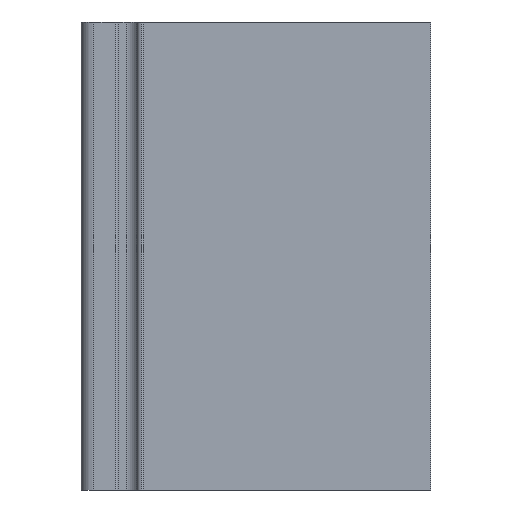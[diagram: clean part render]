
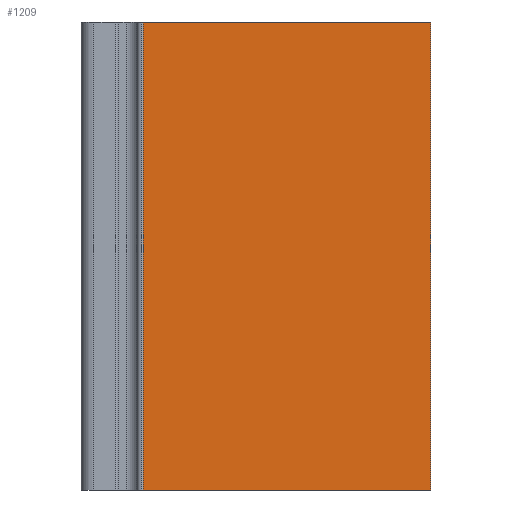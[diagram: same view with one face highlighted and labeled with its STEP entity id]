
A CAD part, left-side view. The second image highlights one B-rep face of the part: STEP entity #1209.
In plain terms, the highlighted planar face has unit normal (-1, 0, 0).
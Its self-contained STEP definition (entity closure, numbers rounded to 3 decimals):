
#180 = VECTOR ( 'NONE', #6467, 1000. ) ;
#211 = VECTOR ( 'NONE', #4579, 1000. ) ;
#833 = VECTOR ( 'NONE', #6455, 1000. ) ;
#929 = VECTOR ( 'NONE', #6392, 1000. ) ;
#1209 = ADVANCED_FACE ( 'NONE', ( #4395 ), #4452, .T. ) ;
#1481 = EDGE_CURVE ( 'NONE', #7197, #3977, #6390, .T. ) ;
#1482 = EDGE_CURVE ( 'NONE', #7197, #3702, #6313, .T. ) ;
#1483 = EDGE_CURVE ( 'NONE', #4117, #3977, #6445, .T. ) ;
#1823 = EDGE_CURVE ( 'NONE', #4117, #3702, #4591, .T. ) ;
#3550 = EDGE_LOOP ( 'NONE', ( #4378, #4356, #4344, #4394 ) ) ;
#3702 = VERTEX_POINT ( 'NONE', #4577 ) ;
#3977 = VERTEX_POINT ( 'NONE', #4661 ) ;
#4117 = VERTEX_POINT ( 'NONE', #4647 ) ;
#4344 = ORIENTED_EDGE ( 'NONE', *, *, #1483, .F. ) ;
#4356 = ORIENTED_EDGE ( 'NONE', *, *, #1481, .T. ) ;
#4359 = DIRECTION ( 'NONE',  ( -1., 0., 0. ) ) ;
#4363 = CARTESIAN_POINT ( 'NONE',  ( 198.194, 13.95, 0. ) ) ;
#4378 = ORIENTED_EDGE ( 'NONE', *, *, #1482, .F. ) ;
#4394 = ORIENTED_EDGE ( 'NONE', *, *, #1823, .T. ) ;
#4395 = FACE_OUTER_BOUND ( 'NONE', #3550, .T. ) ;
#4426 = DIRECTION ( 'NONE',  ( 0., 0., 1. ) ) ;
#4452 = PLANE ( 'NONE',  #4981 ) ;
#4577 = CARTESIAN_POINT ( 'NONE',  ( 198.194, 36.998, 0. ) ) ;
#4579 = DIRECTION ( 'NONE',  ( 0., 0., -1. ) ) ;
#4591 = LINE ( 'NONE', #4770, #211 ) ;
#4647 = CARTESIAN_POINT ( 'NONE',  ( 198.194, 36.998, 37.5 ) ) ;
#4661 = CARTESIAN_POINT ( 'NONE',  ( 198.194, 13.95, 37.5 ) ) ;
#4770 = CARTESIAN_POINT ( 'NONE',  ( 198.194, 36.998, 0. ) ) ;
#4825 = CARTESIAN_POINT ( 'NONE',  ( 198.194, 13.95, 0. ) ) ;
#4981 = AXIS2_PLACEMENT_3D ( 'NONE', #4363, #4359, #4426 ) ;
#6313 = LINE ( 'NONE', #6391, #833 ) ;
#6390 = LINE ( 'NONE', #6393, #929 ) ;
#6391 = CARTESIAN_POINT ( 'NONE',  ( 198.194, 27.26, 0. ) ) ;
#6392 = DIRECTION ( 'NONE',  ( 0., 0., 1. ) ) ;
#6393 = CARTESIAN_POINT ( 'NONE',  ( 198.194, 13.95, 0. ) ) ;
#6445 = LINE ( 'NONE', #6454, #180 ) ;
#6454 = CARTESIAN_POINT ( 'NONE',  ( 198.194, 36.998, 37.5 ) ) ;
#6455 = DIRECTION ( 'NONE',  ( 0., 1., 0. ) ) ;
#6467 = DIRECTION ( 'NONE',  ( 0., -1., 0. ) ) ;
#7197 = VERTEX_POINT ( 'NONE', #4825 ) ;
